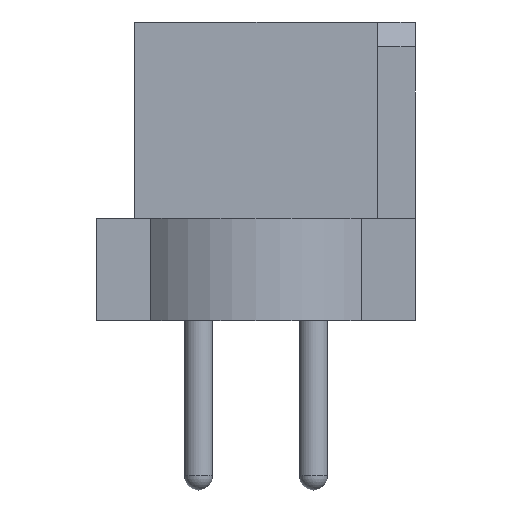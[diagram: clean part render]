
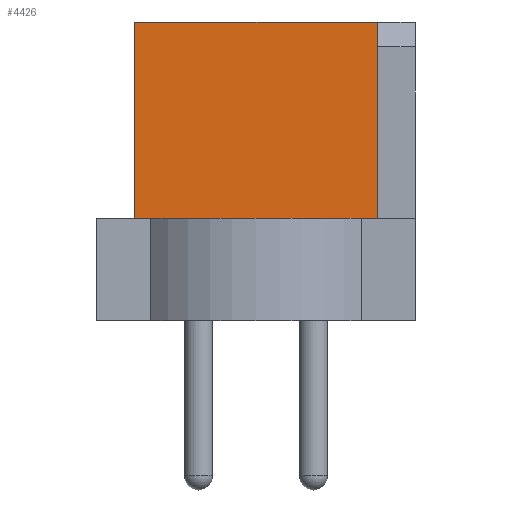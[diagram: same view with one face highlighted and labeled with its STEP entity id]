
A CAD part, left-side view. The second image highlights one B-rep face of the part: STEP entity #4426.
In plain terms, the highlighted planar face has unit normal (-1, 0, 0).
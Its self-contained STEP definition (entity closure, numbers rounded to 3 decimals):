
#1052=FACE_OUTER_BOUND($,#1532,.T.);
#1532=EDGE_LOOP($,(#3666,#3667,#3668,#3669));
#2015=LINE($,#7017,#2161);
#2096=LINE($,#7420,#2242);
#2152=LINE($,#7545,#2298);
#2156=LINE($,#7553,#2302);
#2161=VECTOR($,#5454,4.23);
#2242=VECTOR($,#5871,4.23);
#2298=VECTOR($,#6007,3.42);
#2302=VECTOR($,#6019,3.42);
#2307=VERTEX_POINT($,#7014);
#2308=VERTEX_POINT($,#7016);
#2461=VERTEX_POINT($,#7417);
#2462=VERTEX_POINT($,#7419);
#2733=EDGE_CURVE($,#2308,#2307,#2015,.T.);
#2900=EDGE_CURVE($,#2461,#2462,#2096,.T.);
#2962=EDGE_CURVE($,#2308,#2461,#2152,.T.);
#2966=EDGE_CURVE($,#2307,#2462,#2156,.T.);
#3666=ORIENTED_EDGE($,*,*,#2900,.F.);
#3667=ORIENTED_EDGE($,*,*,#2962,.F.);
#3668=ORIENTED_EDGE($,*,*,#2733,.T.);
#3669=ORIENTED_EDGE($,*,*,#2966,.T.);
#4232=PLANE($,#4953);
#4426=ADVANCED_FACE($,(#1052),#4232,.T.);
#4953=AXIS2_PLACEMENT_3D($,#7552,#6017,#6018);
#5454=DIRECTION($,(0.,1.,0.));
#5871=DIRECTION($,(0.,1.,0.));
#6007=DIRECTION($,(0.,0.,-1.));
#6017=DIRECTION('center_axis',(-1.,0.,0.));
#6018=DIRECTION('ref_axis',(0.,1.,0.));
#6019=DIRECTION($,(0.,0.,-1.));
#7014=CARTESIAN_POINT('',(-7.27,2.115,5.2));
#7016=CARTESIAN_POINT('',(-7.27,-2.115,5.2));
#7017=CARTESIAN_POINT($,(-7.27,-2.115,5.2));
#7417=CARTESIAN_POINT('',(-7.27,-2.115,1.78));
#7419=CARTESIAN_POINT('',(-7.27,2.115,1.78));
#7420=CARTESIAN_POINT($,(-7.27,-2.115,1.78));
#7545=CARTESIAN_POINT($,(-7.27,-2.115,5.2));
#7552=CARTESIAN_POINT('Origin',(-7.27,-2.115,5.2));
#7553=CARTESIAN_POINT($,(-7.27,2.115,5.2));
